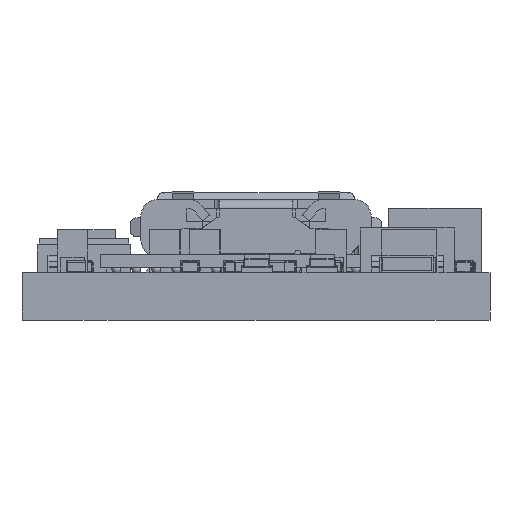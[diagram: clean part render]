
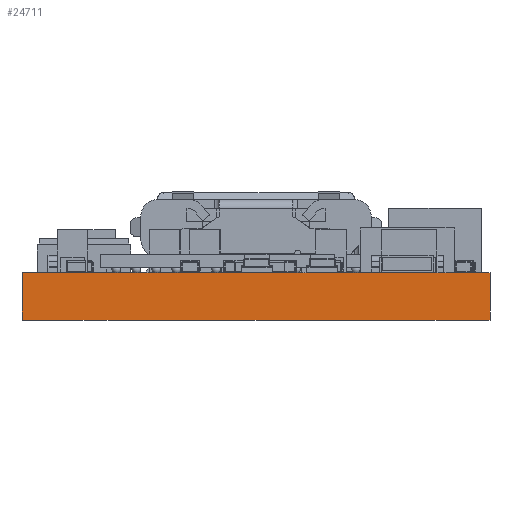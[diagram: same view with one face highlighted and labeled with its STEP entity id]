
A CAD part, front view. The second image highlights one B-rep face of the part: STEP entity #24711.
In plain terms, the highlighted planar face has unit normal (0, -1, 0).
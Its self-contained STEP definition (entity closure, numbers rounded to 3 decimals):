
#2602=FACE_OUTER_BOUND('',#3943,.T.);
#3943=EDGE_LOOP('',(#16900,#16901,#16902,#16903));
#6018=LINE('',#36411,#8475);
#6086=LINE('',#36604,#8543);
#6139=LINE('',#36741,#8596);
#6140=LINE('',#36743,#8597);
#8475=VECTOR('',#28975,10.);
#8543=VECTOR('',#29181,1.);
#8596=VECTOR('',#29334,1.);
#8597=VECTOR('',#29337,1.);
#10895=VERTEX_POINT('',#36268);
#10966=VERTEX_POINT('',#36409);
#11022=VERTEX_POINT('',#36603);
#11056=VERTEX_POINT('',#36739);
#13140=EDGE_CURVE('',#10966,#10895,#6018,.T.);
#13236=EDGE_CURVE('',#10895,#11022,#6086,.T.);
#13305=EDGE_CURVE('',#10966,#11056,#6139,.T.);
#13306=EDGE_CURVE('',#11056,#11022,#6140,.T.);
#16900=ORIENTED_EDGE('',*,*,#13305,.T.);
#16901=ORIENTED_EDGE('',*,*,#13306,.T.);
#16902=ORIENTED_EDGE('',*,*,#13236,.F.);
#16903=ORIENTED_EDGE('',*,*,#13140,.F.);
#23450=PLANE('',#26548);
#24711=ADVANCED_FACE('',(#2602),#23450,.T.);
#26548=AXIS2_PLACEMENT_3D('',#36742,#29335,#29336);
#28975=DIRECTION('',(-1.,0.,0.));
#29181=DIRECTION('',(0.,0.,1.));
#29334=DIRECTION('',(0.,0.,1.));
#29335=DIRECTION('center_axis',(0.,-1.,0.));
#29336=DIRECTION('ref_axis',(-1.,0.,0.));
#29337=DIRECTION('',(-1.,0.,0.));
#36268=CARTESIAN_POINT('',(-7.62,-29.972,-1.55));
#36409=CARTESIAN_POINT('',(7.62,-29.972,-1.55));
#36411=CARTESIAN_POINT('',(4.31,-29.972,-1.55));
#36603=CARTESIAN_POINT('',(-7.62,-29.972,0.));
#36604=CARTESIAN_POINT('',(-7.62,-29.972,-1.572));
#36739=CARTESIAN_POINT('',(7.62,-29.972,0.));
#36741=CARTESIAN_POINT('',(7.62,-29.972,-1.572));
#36742=CARTESIAN_POINT('Origin',(7.62,-29.972,-1.572));
#36743=CARTESIAN_POINT('',(7.62,-29.972,0.));
